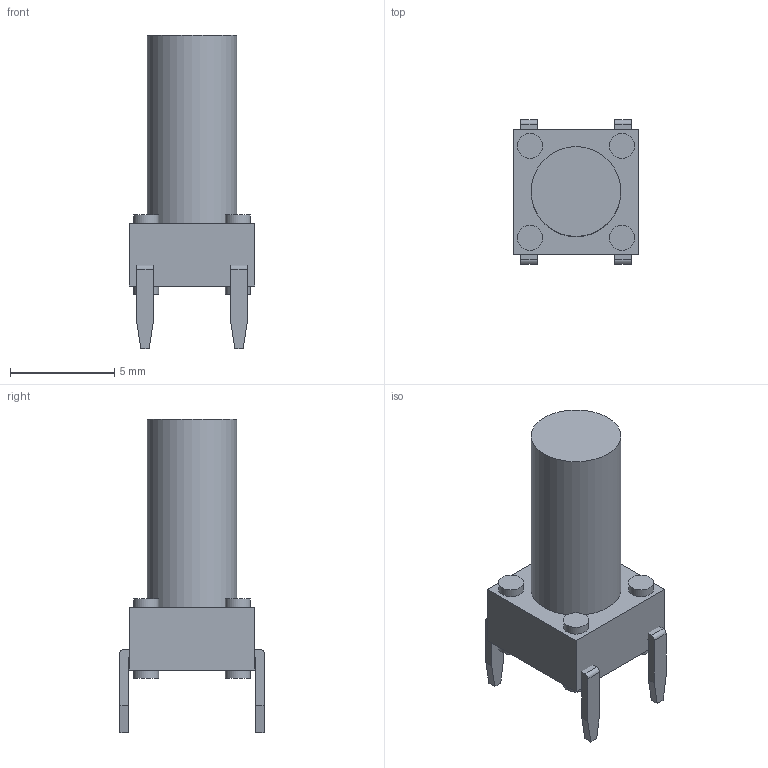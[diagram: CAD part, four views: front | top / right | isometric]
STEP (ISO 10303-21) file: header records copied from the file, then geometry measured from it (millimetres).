
FILE_DESCRIPTION(('FreeCAD Model'),'2;1');
FILE_NAME('micro_switch_4.5_6.5.step', '2017-10-29T20:13:03',('Author'),(''), 'Open CASCADE STEP processor 6.8','FreeCAD','Unknown');
FILE_SCHEMA(('AUTOMOTIVE_DESIGN_CC2 { 1 2 10303 214 -1 1 5 4 }'));
Length unit declared in the file: millimetre
Products named in the file (3): ASSEMBLY; Cylinder; Compound002
Assembly tree (2 placements, depth 2):
  ASSEMBLY
    Cylinder
    Compound002
Bounding box: 6 x 6.9 x 15 mm (x, y, z)
Volume: 247.5 mm3; surface area: 366.6 mm2
Topology: 14 solids, 14 shells, 77 faces, 147 edges, 98 vertices
Faces by surface type: plane 64, cylinder 13
Full cylindrical faces by diameter (mm): 1.2 x8, 4.3 x1
Entity records: 4401 total; most frequent: CARTESIAN_POINT 643, DIRECTION 623, LINE 389, VECTOR 389, ORIENTED_EDGE 294, PCURVE 294, DEFINITIONAL_REPRESENTATION 294, EDGE_CURVE 147
